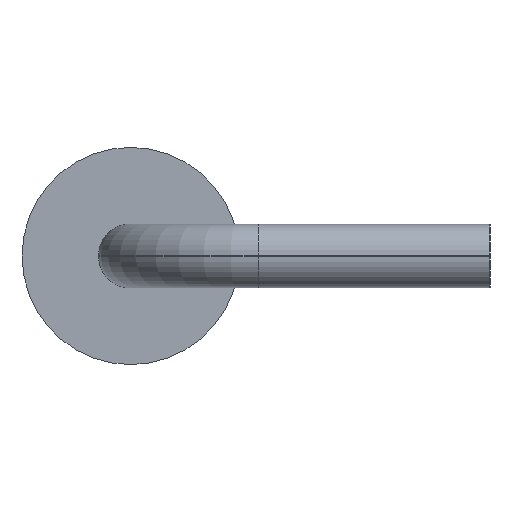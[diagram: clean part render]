
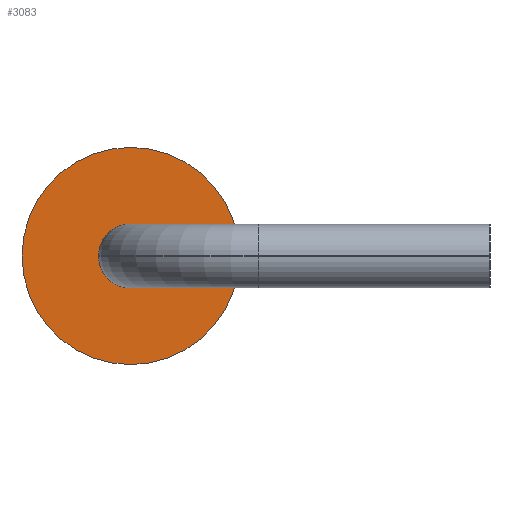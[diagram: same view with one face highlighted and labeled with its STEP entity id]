
A CAD part, left-side view. The second image highlights one B-rep face of the part: STEP entity #3083.
In plain terms, the highlighted planar face has unit normal (-1, 0, 0).
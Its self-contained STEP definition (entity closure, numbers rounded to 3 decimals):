
#3016 = CYLINDRICAL_SURFACE('',#3017,1.36);
#3017 = AXIS2_PLACEMENT_3D('',#3018,#3019,#3020);
#3018 = CARTESIAN_POINT('',(-2.,1.36,0.));
#3019 = DIRECTION('',(-1.,0.,0.));
#3020 = DIRECTION('',(0.,1.,0.));
#3034 = VERTEX_POINT('',#3035);
#3035 = CARTESIAN_POINT('',(-2.6,2.72,0.));
#3056 = EDGE_CURVE('',#3034,#3034,#3057,.T.);
#3057 = SURFACE_CURVE('',#3058,(#3063,#3070),.PCURVE_S1.);
#3058 = CIRCLE('',#3059,1.36);
#3059 = AXIS2_PLACEMENT_3D('',#3060,#3061,#3062);
#3060 = CARTESIAN_POINT('',(-2.6,1.36,0.));
#3061 = DIRECTION('',(1.,0.,0.));
#3062 = DIRECTION('',(0.,1.,0.));
#3063 = PCURVE('',#3016,#3064);
#3064 = DEFINITIONAL_REPRESENTATION('',(#3065),#3069);
#3065 = LINE('',#3066,#3067);
#3066 = CARTESIAN_POINT('',(-0.,0.6));
#3067 = VECTOR('',#3068,1.);
#3068 = DIRECTION('',(-1.,0.));
#3069 = ( GEOMETRIC_REPRESENTATION_CONTEXT(2) 
PARAMETRIC_REPRESENTATION_CONTEXT() REPRESENTATION_CONTEXT('2D SPACE',''
  ) );
#3070 = PCURVE('',#3071,#3076);
#3071 = PLANE('',#3072);
#3072 = AXIS2_PLACEMENT_3D('',#3073,#3074,#3075);
#3073 = CARTESIAN_POINT('',(-2.6,1.36,0.));
#3074 = DIRECTION('',(1.,0.,0.));
#3075 = DIRECTION('',(0.,1.,0.));
#3076 = DEFINITIONAL_REPRESENTATION('',(#3077),#3081);
#3077 = CIRCLE('',#3078,1.36);
#3078 = AXIS2_PLACEMENT_2D('',#3079,#3080);
#3079 = CARTESIAN_POINT('',(0.,0.));
#3080 = DIRECTION('',(1.,0.));
#3081 = ( GEOMETRIC_REPRESENTATION_CONTEXT(2) 
PARAMETRIC_REPRESENTATION_CONTEXT() REPRESENTATION_CONTEXT('2D SPACE',''
  ) );
#3083 = ADVANCED_FACE('',(#3084),#3071,.F.);
#3084 = FACE_BOUND('',#3085,.F.);
#3085 = EDGE_LOOP('',(#3086));
#3086 = ORIENTED_EDGE('',*,*,#3056,.T.);
